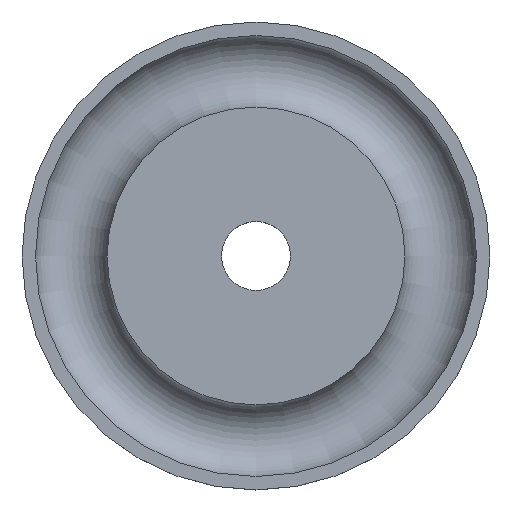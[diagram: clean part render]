
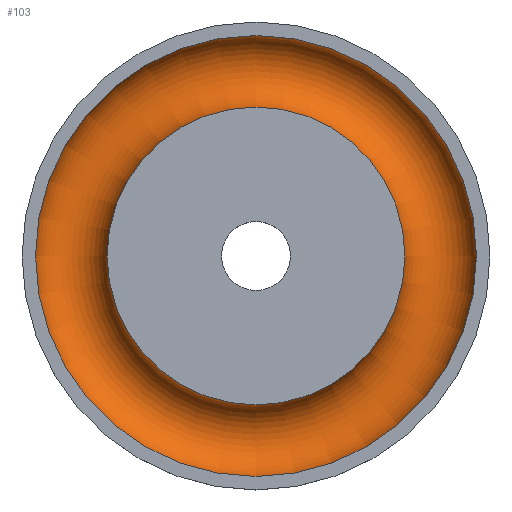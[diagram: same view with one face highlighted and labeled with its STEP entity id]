
A CAD part, top view. The second image highlights one B-rep face of the part: STEP entity #103.
In plain terms, the highlighted toroidal (fillet/blend) face has major radius 15 mm and minor radius 3 mm.
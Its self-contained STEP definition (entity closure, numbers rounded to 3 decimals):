
#30=FACE_OUTER_BOUND('',#38,.T.);
#38=EDGE_LOOP('',(#86,#87,#88,#89));
#50=CIRCLE('',#131,12.095);
#51=CIRCLE('',#132,3.);
#52=CIRCLE('',#133,17.905);
#59=VERTEX_POINT('',#193);
#60=VERTEX_POINT('',#195);
#69=EDGE_CURVE('',#59,#59,#50,.T.);
#70=EDGE_CURVE('',#59,#60,#51,.T.);
#71=EDGE_CURVE('',#60,#60,#52,.T.);
#86=ORIENTED_EDGE('',*,*,#69,.T.);
#87=ORIENTED_EDGE('',*,*,#70,.T.);
#88=ORIENTED_EDGE('',*,*,#71,.F.);
#89=ORIENTED_EDGE('',*,*,#70,.F.);
#99=TOROIDAL_SURFACE('',#130,15.,3.);
#103=ADVANCED_FACE('',(#30),#99,.F.);
#130=AXIS2_PLACEMENT_3D('',#192,#159,#160);
#131=AXIS2_PLACEMENT_3D('',#194,#161,#162);
#132=AXIS2_PLACEMENT_3D('',#196,#163,#164);
#133=AXIS2_PLACEMENT_3D('',#197,#165,#166);
#159=DIRECTION('center_axis',(0.,0.,-1.));
#160=DIRECTION('ref_axis',(-1.,0.,0.));
#161=DIRECTION('center_axis',(0.,0.,-1.));
#162=DIRECTION('ref_axis',(1.,0.,0.));
#163=DIRECTION('center_axis',(0.,-1.,0.));
#164=DIRECTION('ref_axis',(1.,0.,0.));
#165=DIRECTION('center_axis',(0.,0.,-1.));
#166=DIRECTION('ref_axis',(1.,0.,0.));
#192=CARTESIAN_POINT('Origin',(0.,0.,4.5));
#193=CARTESIAN_POINT('',(12.095,0.,3.75));
#194=CARTESIAN_POINT('Origin',(0.,0.,3.75));
#195=CARTESIAN_POINT('',(17.905,0.,3.75));
#196=CARTESIAN_POINT('Origin',(15.,0.,4.5));
#197=CARTESIAN_POINT('Origin',(0.,0.,3.75));
